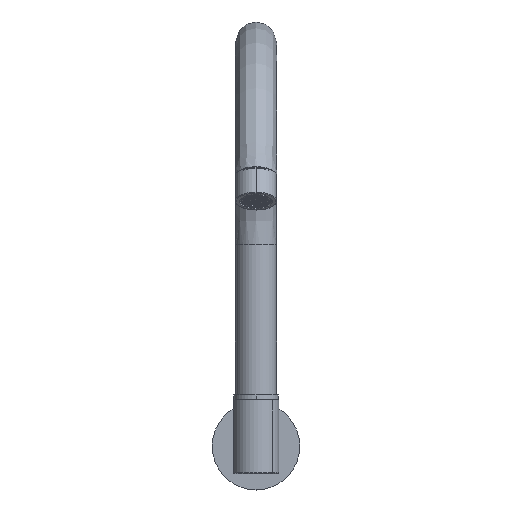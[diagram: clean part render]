
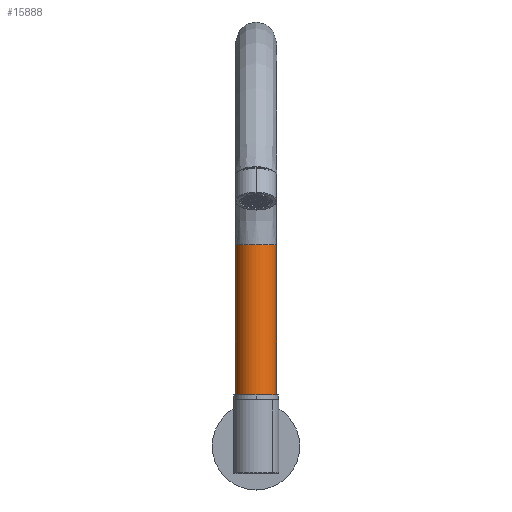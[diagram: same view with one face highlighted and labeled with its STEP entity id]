
A CAD part, top view. The second image highlights one B-rep face of the part: STEP entity #15888.
In plain terms, the highlighted cylindrical face has radius 12.7 mm (diameter 25.4 mm), a partial arc.
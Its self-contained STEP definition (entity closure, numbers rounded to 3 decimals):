
#52 = CARTESIAN_POINT ( 'NONE',  ( 0.038, 31.515, 40.931 ) ) ;
#96 = CIRCLE ( 'NONE', #3259, 12.7 ) ;
#1786 = DIRECTION ( 'NONE',  ( 0., 1., 0. ) ) ;
#1945 = EDGE_CURVE ( 'NONE', #18319, #4842, #14196, .T. ) ;
#2026 = EDGE_CURVE ( 'NONE', #2262, #4828, #9466, .T. ) ;
#2111 = EDGE_CURVE ( 'NONE', #18319, #2262, #96, .T. ) ;
#2255 = EDGE_CURVE ( 'NONE', #4842, #4828, #12920, .T. ) ;
#2262 = VERTEX_POINT ( 'NONE', #3095 ) ;
#2590 = CYLINDRICAL_SURFACE ( 'NONE', #10949, 12.7 ) ;
#2678 = CARTESIAN_POINT ( 'NONE',  ( 12.738, 124.097, 40.931 ) ) ;
#2868 = CARTESIAN_POINT ( 'NONE',  ( 0.038, 124.097, 40.931 ) ) ;
#2958 = DIRECTION ( 'NONE',  ( 1., 0., 0. ) ) ;
#2988 = DIRECTION ( 'NONE',  ( 0., 1., 0. ) ) ;
#3086 = AXIS2_PLACEMENT_3D ( 'NONE', #2868, #2988, #2958 ) ;
#3095 = CARTESIAN_POINT ( 'NONE',  ( 12.738, 31.515, 40.931 ) ) ;
#3259 = AXIS2_PLACEMENT_3D ( 'NONE', #52, #1786, #7314 ) ;
#4093 = EDGE_LOOP ( 'NONE', ( #15186, #24848, #22198, #17595 ) ) ;
#4778 = FACE_OUTER_BOUND ( 'NONE', #4093, .T. ) ;
#4828 = VERTEX_POINT ( 'NONE', #2678 ) ;
#4842 = VERTEX_POINT ( 'NONE', #22260 ) ;
#7314 = DIRECTION ( 'NONE',  ( 1., 0., 0. ) ) ;
#9466 = LINE ( 'NONE', #11465, #15131 ) ;
#10949 = AXIS2_PLACEMENT_3D ( 'NONE', #21867, #12504, #22031 ) ;
#11243 = DIRECTION ( 'NONE',  ( 0., 1., 0. ) ) ;
#11465 = CARTESIAN_POINT ( 'NONE',  ( 12.738, 31.515, 40.931 ) ) ;
#12504 = DIRECTION ( 'NONE',  ( 0., 1., 0. ) ) ;
#12788 = CARTESIAN_POINT ( 'NONE',  ( -12.662, 31.515, 40.931 ) ) ;
#12920 = CIRCLE ( 'NONE', #3086, 12.7 ) ;
#13055 = CARTESIAN_POINT ( 'NONE',  ( -12.662, 31.515, 40.931 ) ) ;
#14196 = LINE ( 'NONE', #13055, #15228 ) ;
#15131 = VECTOR ( 'NONE', #11243, 1000. ) ;
#15186 = ORIENTED_EDGE ( 'NONE', *, *, #1945, .F. ) ;
#15228 = VECTOR ( 'NONE', #20553, 1000. ) ;
#15888 = ADVANCED_FACE ( 'NONE', ( #4778 ), #2590, .T. ) ;
#17595 = ORIENTED_EDGE ( 'NONE', *, *, #2255, .F. ) ;
#18319 = VERTEX_POINT ( 'NONE', #12788 ) ;
#20553 = DIRECTION ( 'NONE',  ( 0., 1., 0. ) ) ;
#21867 = CARTESIAN_POINT ( 'NONE',  ( 0.038, 31.515, 40.931 ) ) ;
#22031 = DIRECTION ( 'NONE',  ( 1., 0., 0. ) ) ;
#22198 = ORIENTED_EDGE ( 'NONE', *, *, #2026, .T. ) ;
#22260 = CARTESIAN_POINT ( 'NONE',  ( -12.662, 124.097, 40.931 ) ) ;
#24848 = ORIENTED_EDGE ( 'NONE', *, *, #2111, .T. ) ;
